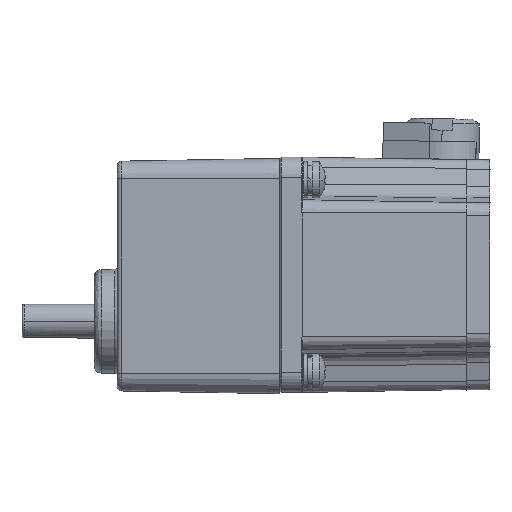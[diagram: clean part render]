
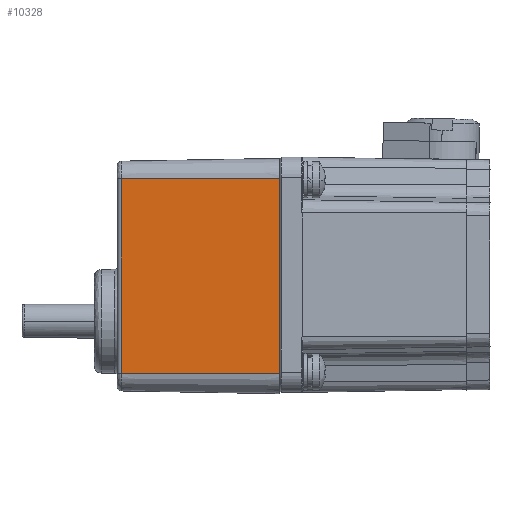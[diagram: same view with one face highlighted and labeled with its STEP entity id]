
A CAD part, front view. The second image highlights one B-rep face of the part: STEP entity #10328.
In plain terms, the highlighted planar face has unit normal (-0.018, -1, 0).
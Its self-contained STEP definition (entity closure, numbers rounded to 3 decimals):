
#48 = ORIENTED_EDGE ( 'NONE', *, *, #12976, .F. ) ;
#613 = CARTESIAN_POINT ( 'NONE',  ( 3020.725, -825.74, 43. ) ) ;
#1608 = ORIENTED_EDGE ( 'NONE', *, *, #10639, .F. ) ;
#1902 = LINE ( 'NONE', #20401, #21714 ) ;
#4244 = CARTESIAN_POINT ( 'NONE',  ( 3020.725, -825.74, -43. ) ) ;
#4733 = CARTESIAN_POINT ( 'NONE',  ( 2950.691, -824.518, -43. ) ) ;
#5690 = CARTESIAN_POINT ( 'NONE',  ( 2950.691, -824.518, 55.233 ) ) ;
#5800 = EDGE_LOOP ( 'NONE', ( #21474, #1608, #48, #13851 ) ) ;
#7380 = CARTESIAN_POINT ( 'NONE',  ( 3020.725, -825.74, 55.233 ) ) ;
#7616 = PLANE ( 'NONE',  #8621 ) ;
#8214 = CARTESIAN_POINT ( 'NONE',  ( 2950.691, -824.518, 43. ) ) ;
#8621 = AXIS2_PLACEMENT_3D ( 'NONE', #7380, #11118, #11234 ) ;
#8708 = EDGE_CURVE ( 'NONE', #15506, #12643, #22233, .T. ) ;
#10328 = ADVANCED_FACE ( 'NONE', ( #16699 ), #7616, .T. ) ;
#10341 = EDGE_CURVE ( 'NONE', #10781, #15506, #1902, .T. ) ;
#10639 = EDGE_CURVE ( 'NONE', #19750, #12643, #14622, .T. ) ;
#10781 = VERTEX_POINT ( 'NONE', #613 ) ;
#11118 = DIRECTION ( 'NONE',  ( -0.017, -1., 0. ) ) ;
#11234 = DIRECTION ( 'NONE',  ( 1., -0.017, 0. ) ) ;
#11575 = VECTOR ( 'NONE', #15317, 1000. ) ;
#12643 = VERTEX_POINT ( 'NONE', #4733 ) ;
#12976 = EDGE_CURVE ( 'NONE', #10781, #19750, #22919, .T. ) ;
#13851 = ORIENTED_EDGE ( 'NONE', *, *, #10341, .T. ) ;
#13949 = VECTOR ( 'NONE', #16382, 1000. ) ;
#14622 = B_SPLINE_CURVE_WITH_KNOTS ( 'NONE', 1,
 ( #23628, #14781 ),
 .UNSPECIFIED., .F., .F.,
 ( 2, 2 ),
 ( 0., 1. ),
 .UNSPECIFIED. ) ;
#14781 = CARTESIAN_POINT ( 'NONE',  ( 2950.691, -824.518, -43. ) ) ;
#15317 = DIRECTION ( 'NONE',  ( 0., 0., -1. ) ) ;
#15506 = VERTEX_POINT ( 'NONE', #8214 ) ;
#16382 = DIRECTION ( 'NONE',  ( 0., 0., -1. ) ) ;
#16699 = FACE_OUTER_BOUND ( 'NONE', #5800, .T. ) ;
#17510 = CARTESIAN_POINT ( 'NONE',  ( 3020.725, -825.74, 0. ) ) ;
#18598 = DIRECTION ( 'NONE',  ( -1., 0.017, 0. ) ) ;
#19750 = VERTEX_POINT ( 'NONE', #4244 ) ;
#20401 = CARTESIAN_POINT ( 'NONE',  ( 3020.725, -825.74, 43. ) ) ;
#21474 = ORIENTED_EDGE ( 'NONE', *, *, #8708, .T. ) ;
#21714 = VECTOR ( 'NONE', #18598, 1000. ) ;
#22233 = LINE ( 'NONE', #5690, #13949 ) ;
#22919 = LINE ( 'NONE', #17510, #11575 ) ;
#23628 = CARTESIAN_POINT ( 'NONE',  ( 3020.725, -825.74, -43. ) ) ;
